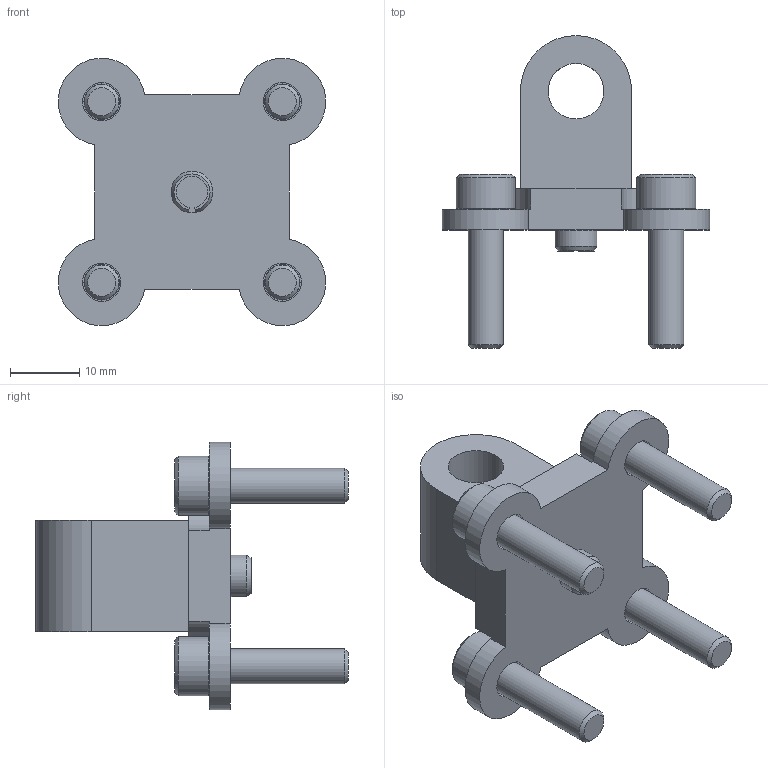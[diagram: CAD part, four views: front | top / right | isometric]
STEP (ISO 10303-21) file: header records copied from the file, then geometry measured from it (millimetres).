
FILE_DESCRIPTION(/* description */ ('STEP AP214'),/* implementation_level */ '2;1');
FILE_NAME(/* name */ '176885_SUA-25-R3',/* time_stamp */ '2024-09-15T14:39:22+02:00',/* author */ ('License CC BY-ND 4.0'),/* organization */ ('CADENAS'),/* preprocessor_version */ 'ST-DEVELOPER v19.3',/* originating_system */ 'PARTsolutions',/* authorisation */ ' ');
FILE_SCHEMA (('AUTOMOTIVE_DESIGN {1 0 10303 214 3 1 1}'));
Length unit declared in the file: millimetre
Products named in the file (4): 176885 SUA-25-R3; 176885 SUA-25-R3---(F); DIN-912 - M5x20(F); Clamping pin DIN 7346 6x10
Assembly tree (6 placements, depth 2):
  176885 SUA-25-R3
    176885 SUA-25-R3---(F)
    DIN-912 - M5x20(F)  x4
    Clamping pin DIN 7346 6x10
Bounding box: 38.48 x 45 x 38.48 mm (x, y, z)
Volume: 11618 mm3; surface area: 7348.1 mm2
Topology: 6 solids, 6 shells, 150 faces, 308 edges, 176 vertices
Faces by surface type: plane 79, cone 46, cylinder 25
Full cylindrical faces by diameter (mm): 5 x4, 5.5 x4, 6 x1, 8 x1, 8.5 x4
Entity records: 1912 total; most frequent: DIRECTION 330, CARTESIAN_POINT 322, ORIENTED_EDGE 268, EDGE_CURVE 134, AXIS2_PLACEMENT_3D 129, FACE_BOUND 93, EDGE_LOOP 92, VERTEX_POINT 91
